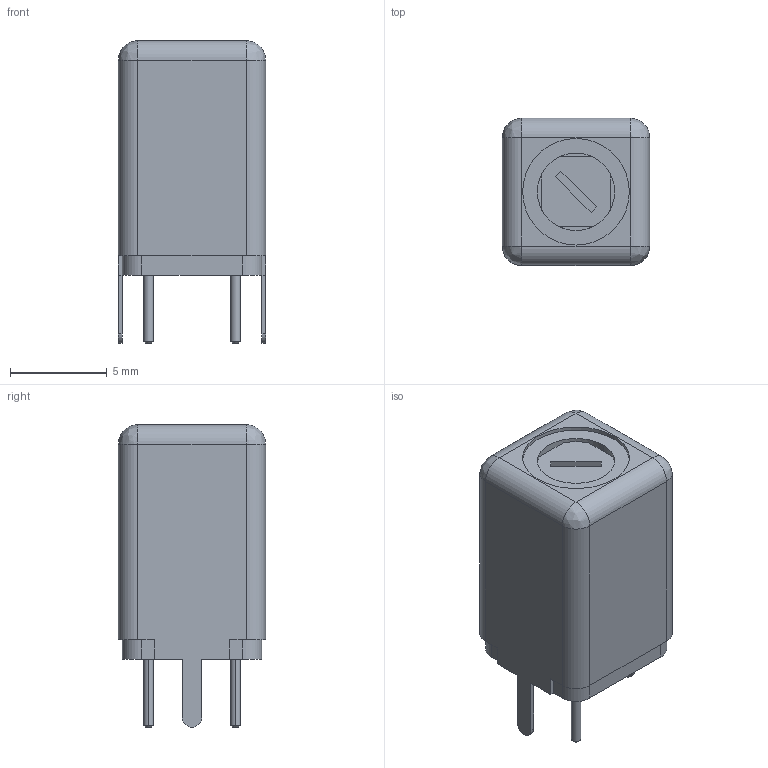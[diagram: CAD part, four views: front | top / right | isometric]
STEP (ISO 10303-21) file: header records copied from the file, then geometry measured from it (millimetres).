
FILE_DESCRIPTION (( 'STEP AP214' ), '1' );
FILE_NAME ('Coilcraft 150.STEP', '2021-05-26T06:24:30', ( '' ), ( '' ), 'SwSTEP 2.0', 'SolidWorks 2015', '' );
FILE_SCHEMA (( 'AUTOMOTIVE_DESIGN' ));
Length unit declared in the file: millimetre
Products named in the file (1): Coilcraft 150
Bounding box: 7.6 x 7.6 x 15.61 mm (x, y, z)
Volume: 673.2 mm3; surface area: 604.1 mm2
Topology: 4 solids, 4 shells, 77 faces, 185 edges, 115 vertices
Faces by surface type: plane 46, cylinder 23, bspline 4, cone 4
Entity records: 2720 total; most frequent: CARTESIAN_POINT 434, DIRECTION 387, ORIENTED_EDGE 362, EDGE_CURVE 181, AXIS2_PLACEMENT_3D 132, VECTOR 123, LINE 123, VERTEX_POINT 115
